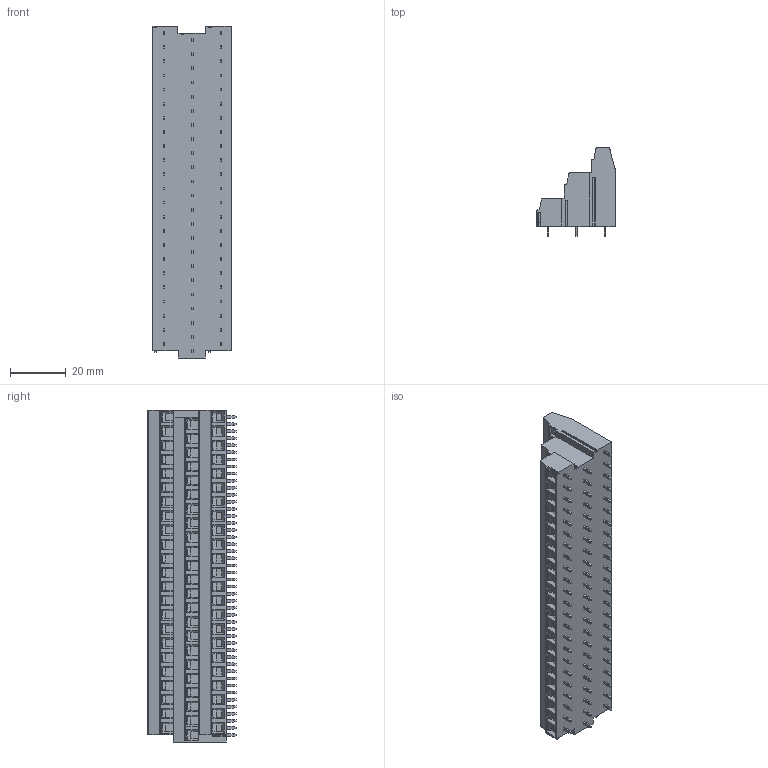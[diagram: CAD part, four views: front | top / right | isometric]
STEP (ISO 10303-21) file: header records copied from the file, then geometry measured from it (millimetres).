
FILE_DESCRIPTION((''),'2;1');
FILE_NAME('TL332VH3-XXP-XS','2025-01-17T',('yanfa'),(''),'PRO/ENGINEER BY PARAMETRIC TECHNOLOGY CORPORATION, 2009280','PRO/ENGINEER BY PARAMETRIC TECHNOLOGY CORPORATION, 2009280','');
FILE_SCHEMA(('AUTOMOTIVE_DESIGN_CC2 { 1 2 10303 214 -1 1 5 2 }'));
Products named in the file (1): TL332VH3-XXP-XS
Bounding box: 28.1 x 31.7 x 119.38 mm (x, y, z)
Volume: 56204.4 mm3; surface area: 17818 mm2
Topology: 1 solids, 1 shells, 2910 faces, 7332 edges, 4638 vertices
Faces by surface type: plane 1685, cylinder 728, cone 336, torus 138, sphere 23
Entity records: 87691 total; most frequent: CARTESIAN_POINT 17339, ORIENTED_EDGE 14664, DIRECTION 14507, EDGE_CURVE 7332, VECTOR 5057, LINE 5057, AXIS2_PLACEMENT_3D 4725, VERTEX_POINT 4638
